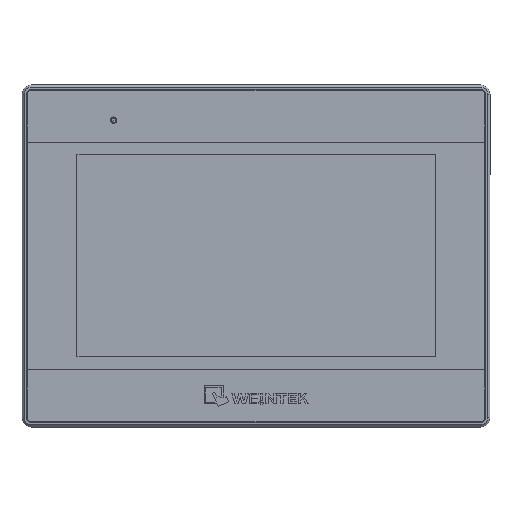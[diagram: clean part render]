
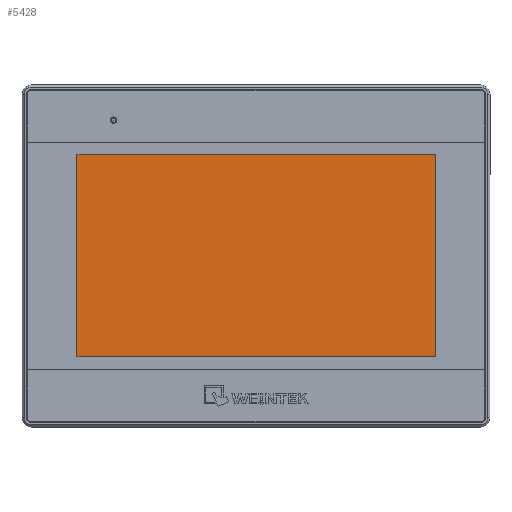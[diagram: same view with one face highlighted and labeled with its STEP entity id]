
A CAD part, top view. The second image highlights one B-rep face of the part: STEP entity #5428.
In plain terms, the highlighted planar face has unit normal (0, 0, 1).
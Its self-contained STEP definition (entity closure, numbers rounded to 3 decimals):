
#5428 = ADVANCED_FACE ( 'NONE', ( #12809 ), #29120, .T. ) ;
#6110 = CARTESIAN_POINT ( 'NONE',  ( 0., 0., 203.32 ) ) ;
#6719 = VERTEX_POINT ( 'NONE', #33887 ) ;
#7320 = LINE ( 'NONE', #14306, #49075 ) ;
#9061 = DIRECTION ( 'NONE',  ( -1., 0., 0. ) ) ;
#10752 = CARTESIAN_POINT ( 'NONE',  ( -76.65, -43.19, 203.32 ) ) ;
#11000 = CARTESIAN_POINT ( 'NONE',  ( -76.65, 43.43, 203.32 ) ) ;
#12809 = FACE_OUTER_BOUND ( 'NONE', #23737, .T. ) ;
#13679 = VERTEX_POINT ( 'NONE', #11000 ) ;
#14306 = CARTESIAN_POINT ( 'NONE',  ( -76.65, 43.43, 203.32 ) ) ;
#14344 = EDGE_CURVE ( 'NONE', #13679, #29531, #7320, .T. ) ;
#15777 = AXIS2_PLACEMENT_3D ( 'NONE', #6110, #22127, #9061 ) ;
#16506 = EDGE_CURVE ( 'NONE', #6719, #13679, #49192, .T. ) ;
#16633 = ORIENTED_EDGE ( 'NONE', *, *, #14344, .T. ) ;
#20901 = EDGE_CURVE ( 'NONE', #24108, #6719, #42023, .T. ) ;
#21149 = DIRECTION ( 'NONE',  ( -1., 0., 0. ) ) ;
#21419 = CARTESIAN_POINT ( 'NONE',  ( 77., 43.43, 203.32 ) ) ;
#22127 = DIRECTION ( 'NONE',  ( 0., 0., 1. ) ) ;
#23737 = EDGE_LOOP ( 'NONE', ( #27104, #40169, #16633, #46561 ) ) ;
#24108 = VERTEX_POINT ( 'NONE', #46372 ) ;
#27047 = DIRECTION ( 'NONE',  ( 1., 0., 0. ) ) ;
#27104 = ORIENTED_EDGE ( 'NONE', *, *, #20901, .T. ) ;
#29024 = CARTESIAN_POINT ( 'NONE',  ( -76.65, -43.19, 203.32 ) ) ;
#29120 = PLANE ( 'NONE',  #15777 ) ;
#29531 = VERTEX_POINT ( 'NONE', #29024 ) ;
#31334 = VECTOR ( 'NONE', #50578, 1000. ) ;
#33887 = CARTESIAN_POINT ( 'NONE',  ( 77., 43.43, 203.32 ) ) ;
#36327 = LINE ( 'NONE', #10752, #39313 ) ;
#39313 = VECTOR ( 'NONE', #27047, 1000. ) ;
#40169 = ORIENTED_EDGE ( 'NONE', *, *, #16506, .T. ) ;
#40968 = DIRECTION ( 'NONE',  ( 0., -1., 0. ) ) ;
#42023 = LINE ( 'NONE', #48790, #31334 ) ;
#44007 = VECTOR ( 'NONE', #21149, 1000. ) ;
#46372 = CARTESIAN_POINT ( 'NONE',  ( 77., -43.19, 203.32 ) ) ;
#46561 = ORIENTED_EDGE ( 'NONE', *, *, #47674, .T. ) ;
#47674 = EDGE_CURVE ( 'NONE', #29531, #24108, #36327, .T. ) ;
#48790 = CARTESIAN_POINT ( 'NONE',  ( 77., -43.19, 203.32 ) ) ;
#49075 = VECTOR ( 'NONE', #40968, 1000. ) ;
#49192 = LINE ( 'NONE', #21419, #44007 ) ;
#50578 = DIRECTION ( 'NONE',  ( 0., 1., 0. ) ) ;
